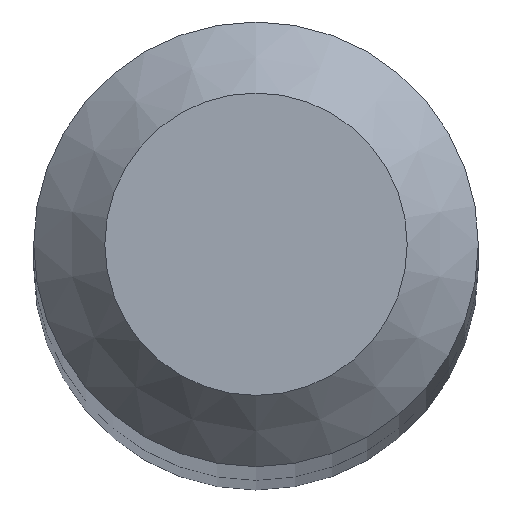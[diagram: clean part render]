
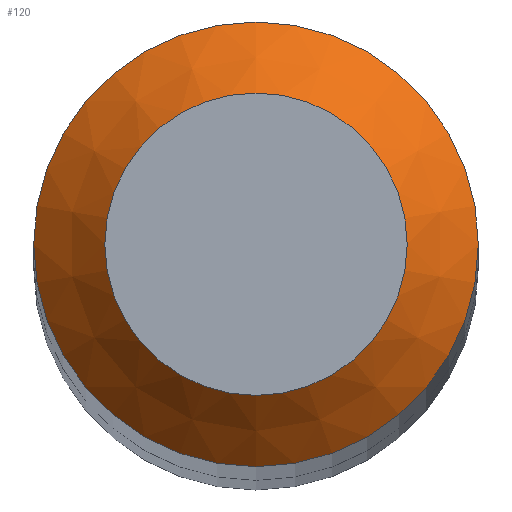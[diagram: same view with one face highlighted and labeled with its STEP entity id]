
A CAD part, top view. The second image highlights one B-rep face of the part: STEP entity #120.
In plain terms, the highlighted conical face has half-angle 45 degrees and reference radius 0.425 mm.
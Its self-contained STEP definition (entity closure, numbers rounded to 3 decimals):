
#7 = DIRECTION ( 'NONE',  ( 0., 0., -1. ) ) ;
#9 = DIRECTION ( 'NONE',  ( 0., 0., -1. ) ) ;
#16 = AXIS2_PLACEMENT_3D ( 'NONE', #150, #9, #194 ) ;
#25 = DIRECTION ( 'NONE',  ( 0., 1., 0. ) ) ;
#32 = EDGE_CURVE ( 'NONE', #38, #38, #191, .T. ) ;
#33 = ORIENTED_EDGE ( 'NONE', *, *, #32, .F. ) ;
#38 = VERTEX_POINT ( 'NONE', #175 ) ;
#62 = DIRECTION ( 'NONE',  ( 0., 1., 0. ) ) ;
#78 = CARTESIAN_POINT ( 'NONE',  ( 0., 0., 37.8 ) ) ;
#80 = FACE_OUTER_BOUND ( 'NONE', #196, .T. ) ;
#81 = AXIS2_PLACEMENT_3D ( 'NONE', #78, #7, #62 ) ;
#97 = AXIS2_PLACEMENT_3D ( 'NONE', #101, #140, #25 ) ;
#101 = CARTESIAN_POINT ( 'NONE',  ( 0., 0., 38. ) ) ;
#111 = CONICAL_SURFACE ( 'NONE', #16, 0.425, 0.785 ) ;
#120 = ADVANCED_FACE ( 'NONE', ( #80, #154 ), #111, .T. ) ;
#134 = ORIENTED_EDGE ( 'NONE', *, *, #168, .T. ) ;
#140 = DIRECTION ( 'NONE',  ( 0., 0., -1. ) ) ;
#150 = CARTESIAN_POINT ( 'NONE',  ( 0., 0., 38. ) ) ;
#153 = EDGE_LOOP ( 'NONE', ( #134 ) ) ;
#154 = FACE_BOUND ( 'NONE', #153, .T. ) ;
#159 = VERTEX_POINT ( 'NONE', #178 ) ;
#160 = CIRCLE ( 'NONE', #97, 0.425 ) ;
#168 = EDGE_CURVE ( 'NONE', #159, #159, #160, .T. ) ;
#175 = CARTESIAN_POINT ( 'NONE',  ( 0., 0.625, 37.8 ) ) ;
#178 = CARTESIAN_POINT ( 'NONE',  ( 0., 0.425, 38. ) ) ;
#191 = CIRCLE ( 'NONE', #81, 0.625 ) ;
#194 = DIRECTION ( 'NONE',  ( 0., 1., 0. ) ) ;
#196 = EDGE_LOOP ( 'NONE', ( #33 ) ) ;
